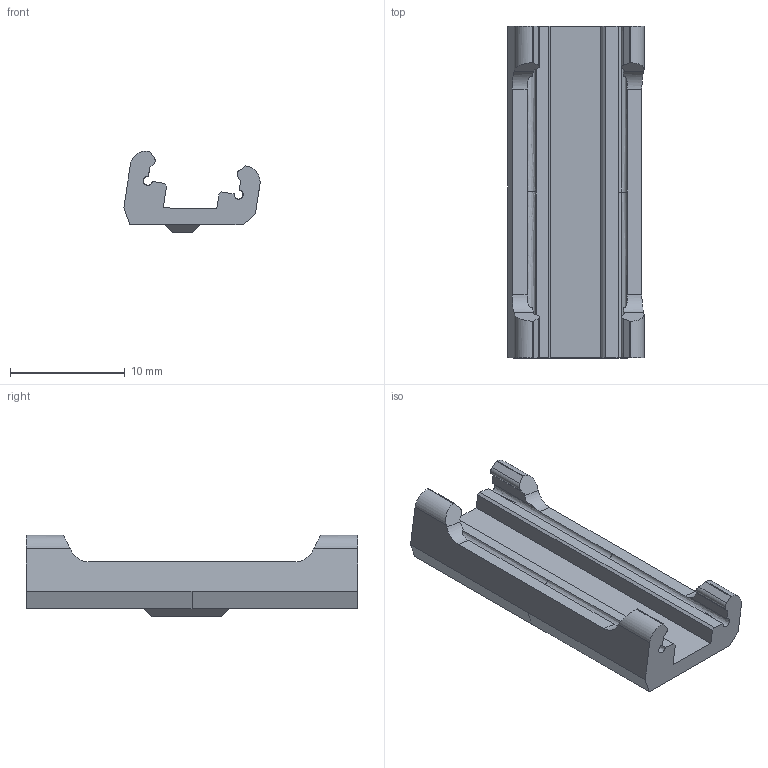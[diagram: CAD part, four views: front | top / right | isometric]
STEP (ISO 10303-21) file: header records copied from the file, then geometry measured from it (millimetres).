
FILE_DESCRIPTION(('HOOPS Exchange Step'),'2;1');
FILE_NAME('transp frames fit HD camera.stp','2026-01-24T17:55:28+08:00',('xdlye'),('Unknown organisation'),'HOOPS Exchange 2025.8','HOOPS Exchange','Unknown authorisation');
FILE_SCHEMA( ('AP203_CONFIGURATION_CONTROLLED_3D_DESIGN_OF_MECHANICAL_PARTS_AND_ASSEMBLIES_MIM_LF') );
Length unit declared in the file: millimetre
Products named in the file (1): root
Bounding box: 11.85 x 28.87 x 7.1 mm (x, y, z)
Volume: 858.5 mm3; surface area: 1112.8 mm2
Topology: 1 solids, 1 shells, 66 faces, 190 edges, 126 vertices
Faces by surface type: plane 48, cylinder 12, bspline 6
Entity records: 2347 total; most frequent: CARTESIAN_POINT 609, ORIENTED_EDGE 380, DIRECTION 332, EDGE_CURVE 190, VECTOR 150, LINE 150, VERTEX_POINT 126, AXIS2_PLACEMENT_3D 91
